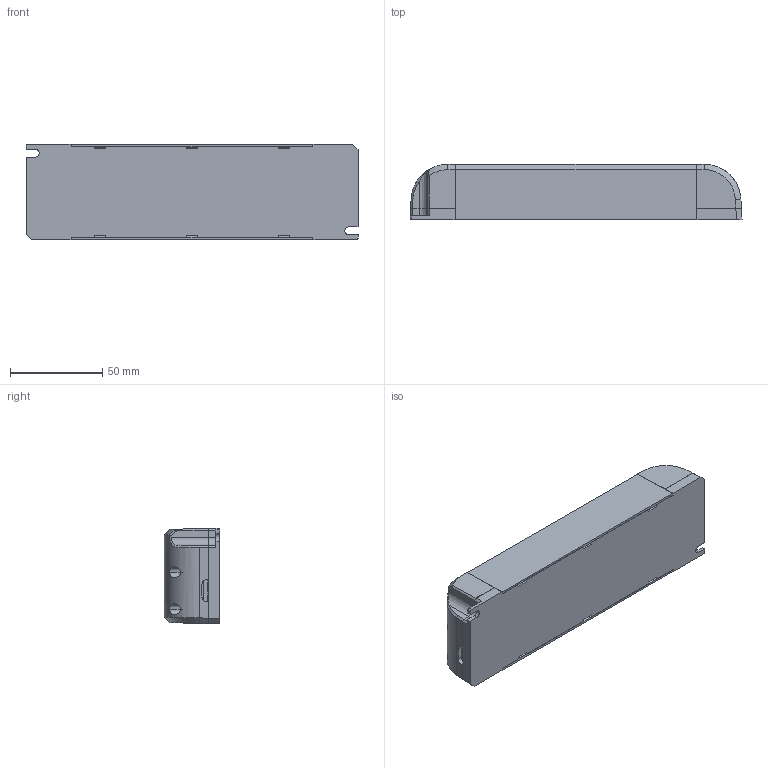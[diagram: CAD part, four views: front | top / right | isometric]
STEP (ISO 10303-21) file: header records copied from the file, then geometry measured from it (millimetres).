
FILE_DESCRIPTION(('Creo Elements/Direct Modeling STEP Export'),'2;1');
FILE_NAME('3D_K55.1.stp','2019-07-08T14:46:21',(''),(''),'PTC Creo Elements/Direct Modeling STEP processor for AP214 (Solid Model)','PTC Creo Elements/Direct Modeling 19.0E 27-Jun-2016 (C) Parametric Technology GmbH','');
FILE_SCHEMA(('AUTOMOTIVE_DESIGN { 1 0 10303 214 1 1 1 1 }'));
Length unit declared in the file: millimetre
Products named in the file (1): 3D_K55.1
Bounding box: 180 x 30 x 52 mm (x, y, z)
Volume: 53068.5 mm3; surface area: 77927.7 mm2
Topology: 1 solids, 1 shells, 893 faces, 2636 edges, 1734 vertices
Faces by surface type: plane 657, cylinder 170, cone 46, bspline 20
Entity records: 32311 total; most frequent: CARTESIAN_POINT 7141, ORIENTED_EDGE 5272, DIRECTION 4470, EDGE_CURVE 2636, VECTOR 2094, LINE 2094, VERTEX_POINT 1734, AXIS2_PLACEMENT_3D 1188
